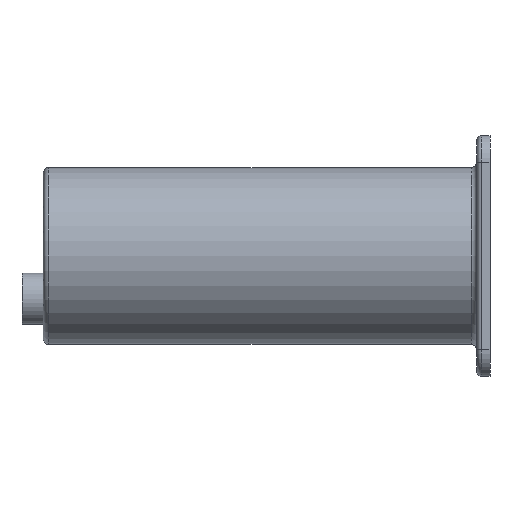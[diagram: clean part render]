
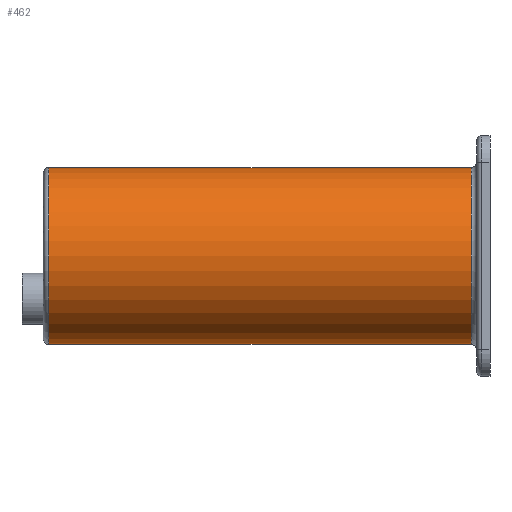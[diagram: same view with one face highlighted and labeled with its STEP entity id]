
A CAD part, left-side view. The second image highlights one B-rep face of the part: STEP entity #462.
In plain terms, the highlighted cylindrical face has radius 33.06 mm (diameter 66.12 mm), a partial arc.
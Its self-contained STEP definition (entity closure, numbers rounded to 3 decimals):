
#90 = AXIS2_PLACEMENT_3D ( 'NONE', #128, #757, #967 ) ;
#93 = EDGE_CURVE ( 'NONE', #678, #697, #127, .T. ) ;
#105 = EDGE_CURVE ( 'NONE', #417, #678, #962, .T. ) ;
#127 = CIRCLE ( 'NONE', #809, 33.06 ) ;
#128 = CARTESIAN_POINT ( 'NONE',  ( 0., 165., 0. ) ) ;
#167 = DIRECTION ( 'NONE',  ( 0., -1., 0. ) ) ;
#191 = DIRECTION ( 'NONE',  ( 0., -1., 0. ) ) ;
#221 = EDGE_CURVE ( 'NONE', #807, #697, #1151, .T. ) ;
#255 = DIRECTION ( 'NONE',  ( 0., -1., 0. ) ) ;
#356 = CARTESIAN_POINT ( 'NONE',  ( 0., 165., 0. ) ) ;
#365 = FACE_OUTER_BOUND ( 'NONE', #1358, .T. ) ;
#417 = VERTEX_POINT ( 'NONE', #562 ) ;
#435 = ORIENTED_EDGE ( 'NONE', *, *, #105, .T. ) ;
#462 = ADVANCED_FACE ( 'NONE', ( #365 ), #828, .T. ) ;
#562 = CARTESIAN_POINT ( 'NONE',  ( 0., 165., -33.06 ) ) ;
#597 = CARTESIAN_POINT ( 'NONE',  ( 0., 7., -33.06 ) ) ;
#638 = CARTESIAN_POINT ( 'NONE',  ( 0., 165., 33.06 ) ) ;
#678 = VERTEX_POINT ( 'NONE', #597 ) ;
#697 = VERTEX_POINT ( 'NONE', #839 ) ;
#757 = DIRECTION ( 'NONE',  ( 0., -1., 0. ) ) ;
#792 = CARTESIAN_POINT ( 'NONE',  ( 0., 165., -33.06 ) ) ;
#807 = VERTEX_POINT ( 'NONE', #638 ) ;
#809 = AXIS2_PLACEMENT_3D ( 'NONE', #885, #1311, #1000 ) ;
#813 = CARTESIAN_POINT ( 'NONE',  ( 0., 165., 33.06 ) ) ;
#828 = CYLINDRICAL_SURFACE ( 'NONE', #1322, 33.06 ) ;
#839 = CARTESIAN_POINT ( 'NONE',  ( 0., 7., 33.06 ) ) ;
#881 = VECTOR ( 'NONE', #191, 1000. ) ;
#885 = CARTESIAN_POINT ( 'NONE',  ( 0., 7., 0. ) ) ;
#908 = VECTOR ( 'NONE', #167, 1000. ) ;
#962 = LINE ( 'NONE', #792, #908 ) ;
#967 = DIRECTION ( 'NONE',  ( 0., 0., 1. ) ) ;
#1000 = DIRECTION ( 'NONE',  ( 0., 0., 1. ) ) ;
#1151 = LINE ( 'NONE', #813, #881 ) ;
#1186 = ORIENTED_EDGE ( 'NONE', *, *, #93, .T. ) ;
#1201 = DIRECTION ( 'NONE',  ( 0., 0., -1. ) ) ;
#1221 = ORIENTED_EDGE ( 'NONE', *, *, #221, .F. ) ;
#1244 = ORIENTED_EDGE ( 'NONE', *, *, #1348, .T. ) ;
#1311 = DIRECTION ( 'NONE',  ( 0., 1., 0. ) ) ;
#1316 = CIRCLE ( 'NONE', #90, 33.06 ) ;
#1322 = AXIS2_PLACEMENT_3D ( 'NONE', #356, #255, #1201 ) ;
#1348 = EDGE_CURVE ( 'NONE', #807, #417, #1316, .T. ) ;
#1358 = EDGE_LOOP ( 'NONE', ( #1221, #1244, #435, #1186 ) ) ;
